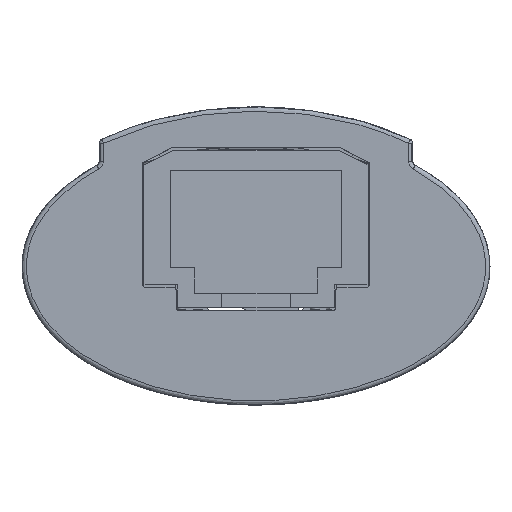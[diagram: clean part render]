
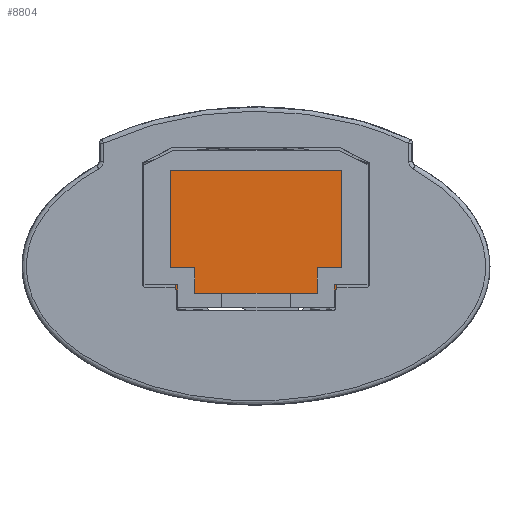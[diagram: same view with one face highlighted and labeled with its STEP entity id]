
A CAD part, left-side view. The second image highlights one B-rep face of the part: STEP entity #8804.
In plain terms, the highlighted planar face has unit normal (-1, 0, 0).
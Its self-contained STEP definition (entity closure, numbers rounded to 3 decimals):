
#5118=CARTESIAN_POINT('',(-43.22,-5.625,-2.87));
#5119=VERTEX_POINT('',#5118);
#5127=CARTESIAN_POINT('',(-43.22,5.625,-2.87));
#5128=VERTEX_POINT('',#5127);
#5129=CARTESIAN_POINT('',(-43.22,5.625,-2.87));
#5130=DIRECTION('',(0.0,-1.0,0.0));
#5131=VECTOR('',#5130,11.25);
#5132=LINE('',#5129,#5131);
#5133=EDGE_CURVE('',#5128,#5119,#5132,.T.);
#7441=CARTESIAN_POINT('',(-43.22,-4.3,-0.07));
#7442=VERTEX_POINT('',#7441);
#7443=CARTESIAN_POINT('',(-43.22,-6.,-0.07));
#7444=VERTEX_POINT('',#7443);
#7445=CARTESIAN_POINT('',(-43.22,-4.3,-0.07));
#7446=DIRECTION('',(0.0,-1.0,0.0));
#7447=VECTOR('',#7446,1.7);
#7448=LINE('',#7445,#7447);
#7449=EDGE_CURVE('',#7442,#7444,#7448,.T.);
#7472=CARTESIAN_POINT('',(-43.22,-6.,6.73));
#7473=VERTEX_POINT('',#7472);
#7474=CARTESIAN_POINT('',(-43.22,-6.,-0.07));
#7475=DIRECTION('',(0.0,0.0,1.0));
#7476=VECTOR('',#7475,6.8);
#7477=LINE('',#7474,#7476);
#7478=EDGE_CURVE('',#7444,#7473,#7477,.T.);
#7496=CARTESIAN_POINT('',(-43.22,6.,6.73));
#7497=VERTEX_POINT('',#7496);
#7498=CARTESIAN_POINT('',(-43.22,-6.,6.73));
#7499=DIRECTION('',(0.0,1.0,0.0));
#7500=VECTOR('',#7499,12.);
#7501=LINE('',#7498,#7500);
#7502=EDGE_CURVE('',#7473,#7497,#7501,.T.);
#7526=CARTESIAN_POINT('',(-43.22,6.,-0.07));
#7527=VERTEX_POINT('',#7526);
#7528=CARTESIAN_POINT('',(-43.22,6.,6.73));
#7529=DIRECTION('',(0.0,0.0,-1.0));
#7530=VECTOR('',#7529,6.8);
#7531=LINE('',#7528,#7530);
#7532=EDGE_CURVE('',#7497,#7527,#7531,.T.);
#7550=CARTESIAN_POINT('',(-43.22,4.3,-0.07));
#7551=VERTEX_POINT('',#7550);
#7552=CARTESIAN_POINT('',(-43.22,6.,-0.07));
#7553=DIRECTION('',(0.0,-1.0,0.0));
#7554=VECTOR('',#7553,1.7);
#7555=LINE('',#7552,#7554);
#7556=EDGE_CURVE('',#7527,#7551,#7555,.T.);
#7582=CARTESIAN_POINT('',(-43.22,4.3,-1.27));
#7583=VERTEX_POINT('',#7582);
#7590=CARTESIAN_POINT('',(-43.22,4.3,-0.07));
#7591=DIRECTION('',(0.0,0.0,-1.0));
#7592=VECTOR('',#7591,1.2);
#7593=LINE('',#7590,#7592);
#7594=EDGE_CURVE('',#7551,#7583,#7593,.T.);
#7609=CARTESIAN_POINT('',(-43.22,-4.3,-1.27));
#7610=VERTEX_POINT('',#7609);
#7626=CARTESIAN_POINT('',(-43.22,-4.3,-1.27));
#7627=DIRECTION('',(0.0,0.0,1.0));
#7628=VECTOR('',#7627,1.2);
#7629=LINE('',#7626,#7628);
#7630=EDGE_CURVE('',#7610,#7442,#7629,.T.);
#7753=CARTESIAN_POINT('',(-43.22,-5.625,-1.27));
#7754=VERTEX_POINT('',#7753);
#7755=CARTESIAN_POINT('',(-43.22,-5.625,-1.27));
#7756=DIRECTION('',(0.0,1.0,0.0));
#7757=VECTOR('',#7756,1.325);
#7758=LINE('',#7755,#7757);
#7759=EDGE_CURVE('',#7754,#7610,#7758,.T.);
#7984=CARTESIAN_POINT('',(-43.22,5.625,-1.27));
#7985=VERTEX_POINT('',#7984);
#7993=CARTESIAN_POINT('',(-43.22,4.3,-1.27));
#7994=DIRECTION('',(0.0,1.0,0.0));
#7995=VECTOR('',#7994,1.325);
#7996=LINE('',#7993,#7995);
#7997=EDGE_CURVE('',#7583,#7985,#7996,.T.);
#8769=CARTESIAN_POINT('',(-43.22,-5.625,-2.87));
#8770=DIRECTION('',(0.0,0.0,1.0));
#8771=VECTOR('',#8770,1.6);
#8772=LINE('',#8769,#8771);
#8773=EDGE_CURVE('',#5119,#7754,#8772,.T.);
#8780=CARTESIAN_POINT('',(-43.22,-5.625,-2.87));
#8781=DIRECTION('',(-1.0,0.0,0.0));
#8782=DIRECTION('',(0.0,0.0,1.0));
#8783=AXIS2_PLACEMENT_3D('',#8780,#8781,#8782);
#8784=PLANE('',#8783);
#8785=ORIENTED_EDGE('',*,*,#7997,.T.);
#8786=CARTESIAN_POINT('',(-43.22,5.625,-2.87));
#8787=DIRECTION('',(0.0,0.0,1.0));
#8788=VECTOR('',#8787,1.6);
#8789=LINE('',#8786,#8788);
#8790=EDGE_CURVE('',#5128,#7985,#8789,.T.);
#8791=ORIENTED_EDGE('',*,*,#8790,.F.);
#8792=ORIENTED_EDGE('',*,*,#5133,.T.);
#8793=ORIENTED_EDGE('',*,*,#8773,.T.);
#8794=ORIENTED_EDGE('',*,*,#7759,.T.);
#8795=ORIENTED_EDGE('',*,*,#7630,.T.);
#8796=ORIENTED_EDGE('',*,*,#7449,.T.);
#8797=ORIENTED_EDGE('',*,*,#7478,.T.);
#8798=ORIENTED_EDGE('',*,*,#7502,.T.);
#8799=ORIENTED_EDGE('',*,*,#7532,.T.);
#8800=ORIENTED_EDGE('',*,*,#7556,.T.);
#8801=ORIENTED_EDGE('',*,*,#7594,.T.);
#8802=EDGE_LOOP('',(#8785,#8791,#8792,#8793,#8794,#8795,#8796,#8797,#8798,#8799,#8800,#8801));
#8803=FACE_OUTER_BOUND('',#8802,.T.);
#8804=ADVANCED_FACE('',(#8803),#8784,.T.);
